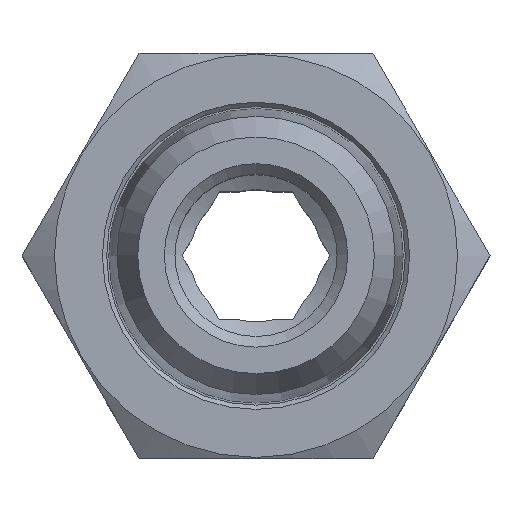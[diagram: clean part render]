
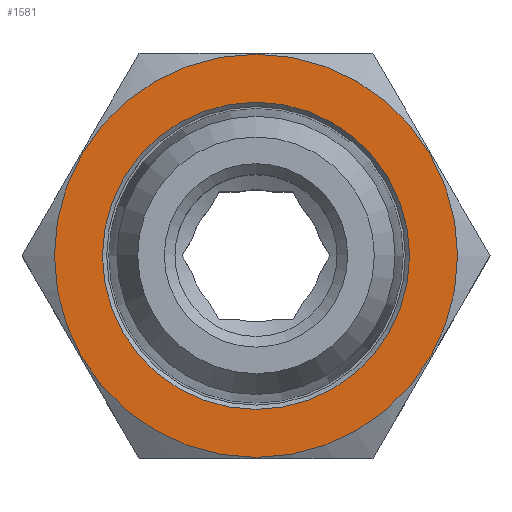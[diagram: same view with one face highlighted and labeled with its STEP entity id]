
A CAD part, top view. The second image highlights one B-rep face of the part: STEP entity #1581.
In plain terms, the highlighted planar face has unit normal (0, 0, 1).
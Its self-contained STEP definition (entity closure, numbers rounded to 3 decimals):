
#181=PLANE('',#1717);
#453=ORIENTED_EDGE('',*,*,#604,.T.);
#454=ORIENTED_EDGE('',*,*,#603,.T.);
#603=EDGE_CURVE('',#703,#703,#755,.T.);
#604=EDGE_CURVE('',#704,#704,#756,.T.);
#703=VERTEX_POINT('',#2513);
#704=VERTEX_POINT('',#2516);
#755=CIRCLE('',#1716,9.45);
#756=CIRCLE('',#1718,7.2);
#856=EDGE_LOOP('',(#453));
#857=EDGE_LOOP('',(#454));
#966=FACE_BOUND('',#856,.T.);
#967=FACE_BOUND('',#857,.T.);
#1581=ADVANCED_FACE('',(#966,#967),#181,.T.);
#1716=AXIS2_PLACEMENT_3D('',#2512,#1988,#1989);
#1717=AXIS2_PLACEMENT_3D('',#2514,#1990,#1991);
#1718=AXIS2_PLACEMENT_3D('',#2515,#1992,#1993);
#1988=DIRECTION('',(0.,0.,1.));
#1989=DIRECTION('',(1.,0.,0.));
#1990=DIRECTION('',(0.,0.,1.));
#1991=DIRECTION('',(1.,0.,0.));
#1992=DIRECTION('',(0.,0.,-1.));
#1993=DIRECTION('',(0.,1.,0.));
#2512=CARTESIAN_POINT('',(0.,0.,0.));
#2513=CARTESIAN_POINT('',(9.45,0.,0.));
#2514=CARTESIAN_POINT('',(0.,0.,0.));
#2515=CARTESIAN_POINT('',(0.,0.,0.));
#2516=CARTESIAN_POINT('',(0.,7.2,0.));
